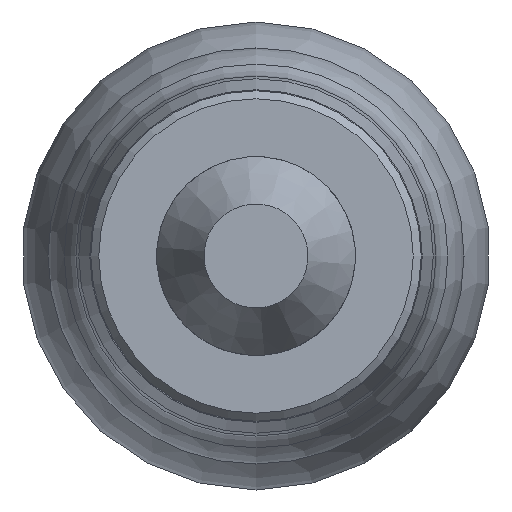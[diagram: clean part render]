
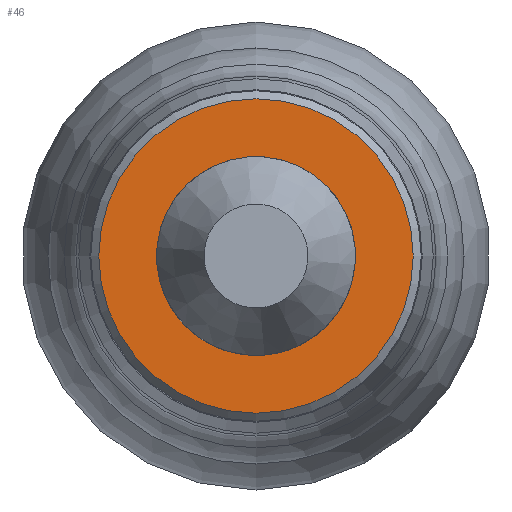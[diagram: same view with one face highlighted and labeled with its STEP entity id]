
A CAD part, left-side view. The second image highlights one B-rep face of the part: STEP entity #46.
In plain terms, the highlighted planar face has unit normal (-1, 0, 0).
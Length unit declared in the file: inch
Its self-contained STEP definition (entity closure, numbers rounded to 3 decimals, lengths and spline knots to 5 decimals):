
#36 = EDGE_CURVE ( 'NONE', #159, #159, #260, .T. ) ;
#43 = CARTESIAN_POINT ( 'NONE',  ( 0., 0., -0.01243 ) ) ;
#46 = ADVANCED_FACE ( 'NONE', ( #663, #441 ), #372, .F. ) ;
#54 = EDGE_LOOP ( 'NONE', ( #720 ) ) ;
#70 = CIRCLE ( 'NONE', #293, 0.01965 ) ;
#89 = DIRECTION ( 'NONE',  ( 0., 0., -1. ) ) ;
#90 = DIRECTION ( 'NONE',  ( 0., 0., -1. ) ) ;
#121 = CARTESIAN_POINT ( 'NONE',  ( 0., 0., 0. ) ) ;
#153 = DIRECTION ( 'NONE',  ( 1., 0., 0. ) ) ;
#159 = VERTEX_POINT ( 'NONE', #43 ) ;
#209 = VERTEX_POINT ( 'NONE', #711 ) ;
#260 = CIRCLE ( 'NONE', #530, 0.01243 ) ;
#290 = DIRECTION ( 'NONE',  ( 0., 0., 1. ) ) ;
#293 = AXIS2_PLACEMENT_3D ( 'NONE', #428, #463, #290 ) ;
#372 = PLANE ( 'NONE',  #374 ) ;
#374 = AXIS2_PLACEMENT_3D ( 'NONE', #701, #153, #90 ) ;
#428 = CARTESIAN_POINT ( 'NONE',  ( 0., 0., 0. ) ) ;
#439 = EDGE_LOOP ( 'NONE', ( #706 ) ) ;
#441 = FACE_OUTER_BOUND ( 'NONE', #439, .T. ) ;
#463 = DIRECTION ( 'NONE',  ( -1., 0., 0. ) ) ;
#530 = AXIS2_PLACEMENT_3D ( 'NONE', #121, #595, #89 ) ;
#595 = DIRECTION ( 'NONE',  ( -1., 0., 0. ) ) ;
#641 = EDGE_CURVE ( 'NONE', #209, #209, #70, .T. ) ;
#663 = FACE_BOUND ( 'NONE', #54, .T. ) ;
#701 = CARTESIAN_POINT ( 'NONE',  ( 0., 0.018, 0. ) ) ;
#706 = ORIENTED_EDGE ( 'NONE', *, *, #641, .T. ) ;
#711 = CARTESIAN_POINT ( 'NONE',  ( 0., 0., 0.01965 ) ) ;
#720 = ORIENTED_EDGE ( 'NONE', *, *, #36, .F. ) ;
